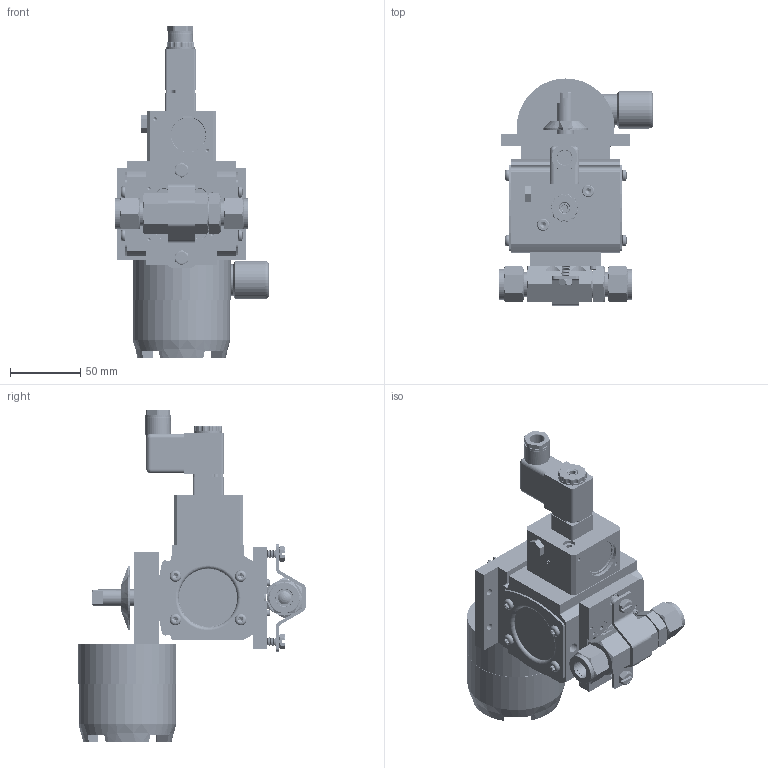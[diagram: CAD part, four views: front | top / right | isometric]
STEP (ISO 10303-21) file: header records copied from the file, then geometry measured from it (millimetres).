
FILE_DESCRIPTION (( 'STEP AP203' ), '1' );
FILE_NAME ('8204XXC8A512D4GPDSLS.step', '2018-08-30T13:20:46', ( '' ), ( '' ), 'SwSTEP 2.0', 'SolidWorks 2018', '' );
FILE_SCHEMA (( 'CONFIG_CONTROL_DESIGN' ));
Products named in the file (1): 8204XXC8A512D4GPDSLS
Bounding box: 109.22 x 161.26 x 235.74 mm (x, y, z)
Volume: 624067.3 mm3; surface area: 239442.1 mm2
Topology: 61 solids, 61 shells, 4695 faces, 12138 edges, 7528 vertices
Faces by surface type: cylinder 1996, cone 1398, plane 882, bspline 227, torus 182, sphere 10
Entity records: 224979 total; most frequent: CARTESIAN_POINT 114934, ORIENTED_EDGE 23876, DIRECTION 22944, EDGE_CURVE 11938, AXIS2_PLACEMENT_3D 9147, VERTEX_POINT 7524, EDGE_LOOP 5020, FACE_OUTER_BOUND 4695
